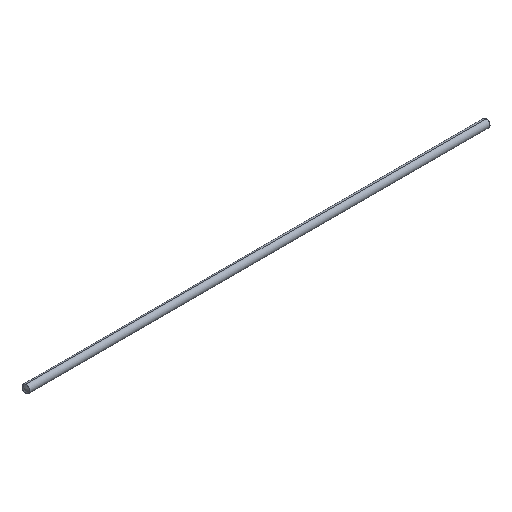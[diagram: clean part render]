
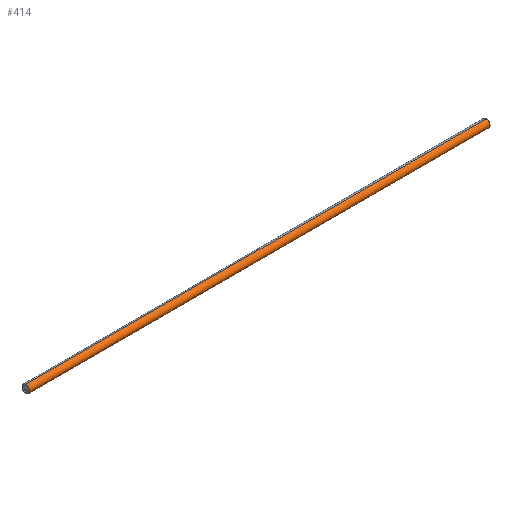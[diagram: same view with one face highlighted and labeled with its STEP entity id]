
A CAD part, isometric view. The second image highlights one B-rep face of the part: STEP entity #414.
In plain terms, the highlighted cylindrical face has radius 1.75 mm (diameter 3.5 mm), a partial arc.
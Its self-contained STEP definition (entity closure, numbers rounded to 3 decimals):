
#8 = ORIENTED_EDGE ( 'NONE', *, *, #493, .F. ) ;
#9 = EDGE_CURVE ( 'NONE', #71, #215, #527, .T. ) ;
#19 = CARTESIAN_POINT ( 'NONE',  ( 104., 0., 1.75 ) ) ;
#24 = CARTESIAN_POINT ( 'NONE',  ( -104., -0.877, 1.519 ) ) ;
#26 = CARTESIAN_POINT ( 'NONE',  ( 104., -0.114, -1.75 ) ) ;
#39 = CARTESIAN_POINT ( 'NONE',  ( 104., -1.319, -1.155 ) ) ;
#59 = DIRECTION ( 'NONE',  ( 0., 0., 1. ) ) ;
#65 = CARTESIAN_POINT ( 'NONE',  ( 104., 0., 1.75 ) ) ;
#71 = VERTEX_POINT ( 'NONE', #475 ) ;
#74 = DIRECTION ( 'NONE',  ( -1., 0., 0. ) ) ;
#75 = CARTESIAN_POINT ( 'NONE',  ( -104., -1.75, -0.114 ) ) ;
#80 = CARTESIAN_POINT ( 'NONE',  ( -104., -0.776, 1.573 ) ) ;
#88 = CARTESIAN_POINT ( 'NONE',  ( -104., -1.319, -1.155 ) ) ;
#89 = CARTESIAN_POINT ( 'NONE',  ( 104., -1.399, 1.076 ) ) ;
#91 = CARTESIAN_POINT ( 'NONE',  ( -104., -0.776, -1.573 ) ) ;
#94 = LINE ( 'NONE', #200, #167 ) ;
#106 = CARTESIAN_POINT ( 'NONE',  ( 104., 0., -1.75 ) ) ;
#111 = EDGE_CURVE ( 'NONE', #71, #426, #619, .T. ) ;
#127 = CARTESIAN_POINT ( 'NONE',  ( -104., -0.229, 1.739 ) ) ;
#136 = CARTESIAN_POINT ( 'NONE',  ( -104., -1.392, -1.067 ) ) ;
#137 = CARTESIAN_POINT ( 'NONE',  ( 104., 0., -1.75 ) ) ;
#140 = CARTESIAN_POINT ( 'NONE',  ( 104., -1.392, -1.067 ) ) ;
#155 = ORIENTED_EDGE ( 'NONE', *, *, #294, .T. ) ;
#167 = VECTOR ( 'NONE', #450, 1000. ) ;
#179 = CARTESIAN_POINT ( 'NONE',  ( -104., -1.067, -1.391 ) ) ;
#185 = CARTESIAN_POINT ( 'NONE',  ( 104., -0.116, 1.75 ) ) ;
#187 = CARTESIAN_POINT ( 'NONE',  ( -104., -1.156, -1.319 ) ) ;
#189 = CARTESIAN_POINT ( 'NONE',  ( 104., -0.454, -1.694 ) ) ;
#193 = CARTESIAN_POINT ( 'NONE',  ( 104., -1.573, -0.775 ) ) ;
#200 = CARTESIAN_POINT ( 'NONE',  ( 104., 0., -1.75 ) ) ;
#204 = DIRECTION ( 'NONE',  ( -1., 0., 0. ) ) ;
#215 = VERTEX_POINT ( 'NONE', #299 ) ;
#225 = CARTESIAN_POINT ( 'NONE',  ( -104., -1.661, -0.563 ) ) ;
#230 = CARTESIAN_POINT ( 'NONE',  ( 104., -1.739, -0.229 ) ) ;
#234 = CARTESIAN_POINT ( 'NONE',  ( 104., -0.229, 1.739 ) ) ;
#237 = CARTESIAN_POINT ( 'NONE',  ( 104., -1.75, 0.229 ) ) ;
#238 = CARTESIAN_POINT ( 'NONE',  ( -104., 0., -1.75 ) ) ;
#239 = CARTESIAN_POINT ( 'NONE',  ( -104., -0.878, -1.518 ) ) ;
#270 = ORIENTED_EDGE ( 'NONE', *, *, #111, .F. ) ;
#278 = CARTESIAN_POINT ( 'NONE',  ( -104., -1.399, 1.076 ) ) ;
#282 = CARTESIAN_POINT ( 'NONE',  ( -104., -0.454, -1.694 ) ) ;
#289 = CARTESIAN_POINT ( 'NONE',  ( -104., -1.704, 0.459 ) ) ;
#290 = CARTESIAN_POINT ( 'NONE',  ( 104., -1.75, -0.114 ) ) ;
#294 = EDGE_CURVE ( 'NONE', #215, #586, #651, .T. ) ;
#299 = CARTESIAN_POINT ( 'NONE',  ( -104., 0., 1.75 ) ) ;
#317 = EDGE_LOOP ( 'NONE', ( #8, #270, #634, #155 ) ) ;
#325 = CARTESIAN_POINT ( 'NONE',  ( -104., 0., 1.75 ) ) ;
#329 = CARTESIAN_POINT ( 'NONE',  ( -104., -0.453, 1.694 ) ) ;
#336 = CARTESIAN_POINT ( 'NONE',  ( 104., -1.704, 0.459 ) ) ;
#338 = CARTESIAN_POINT ( 'NONE',  ( -104., -1.529, 0.88 ) ) ;
#341 = CARTESIAN_POINT ( 'NONE',  ( -104., 0., -1.75 ) ) ;
#343 = CARTESIAN_POINT ( 'NONE',  ( 104., -1.518, -0.877 ) ) ;
#376 = CARTESIAN_POINT ( 'NONE',  ( -104., -1.157, 1.318 ) ) ;
#383 = CARTESIAN_POINT ( 'NONE',  ( -104., -0.564, -1.661 ) ) ;
#387 = CARTESIAN_POINT ( 'NONE',  ( -104., -1.067, 1.392 ) ) ;
#388 = CARTESIAN_POINT ( 'NONE',  ( 104., -0.877, 1.519 ) ) ;
#390 = CARTESIAN_POINT ( 'NONE',  ( -104., -0.23, -1.739 ) ) ;
#395 = CARTESIAN_POINT ( 'NONE',  ( 104., -1.156, -1.319 ) ) ;
#414 = ADVANCED_FACE ( 'NONE', ( #509 ), #613, .T. ) ;
#426 = VERTEX_POINT ( 'NONE', #106 ) ;
#431 = CARTESIAN_POINT ( 'NONE',  ( -104., -1.518, -0.877 ) ) ;
#436 = CARTESIAN_POINT ( 'NONE',  ( -104., -1.739, -0.229 ) ) ;
#441 = CARTESIAN_POINT ( 'NONE',  ( 104., -1.067, 1.392 ) ) ;
#445 = CARTESIAN_POINT ( 'NONE',  ( 104., -0.453, 1.694 ) ) ;
#450 = DIRECTION ( 'NONE',  ( -1., 0., 0. ) ) ;
#475 = CARTESIAN_POINT ( 'NONE',  ( 104., 0., 1.75 ) ) ;
#479 = CARTESIAN_POINT ( 'NONE',  ( -104., -0.116, 1.75 ) ) ;
#488 = CARTESIAN_POINT ( 'NONE',  ( -104., -1.75, 0.229 ) ) ;
#490 = CARTESIAN_POINT ( 'NONE',  ( 104., -1.529, 0.88 ) ) ;
#493 = EDGE_CURVE ( 'NONE', #426, #586, #94, .T. ) ;
#494 = CARTESIAN_POINT ( 'NONE',  ( -104., -1.573, -0.775 ) ) ;
#505 = AXIS2_PLACEMENT_3D ( 'NONE', #658, #204, #59 ) ;
#509 = FACE_OUTER_BOUND ( 'NONE', #317, .T. ) ;
#527 = LINE ( 'NONE', #65, #657 ) ;
#545 = CARTESIAN_POINT ( 'NONE',  ( 104., -1.661, -0.563 ) ) ;
#546 = CARTESIAN_POINT ( 'NONE',  ( -104., -0.564, 1.661 ) ) ;
#547 = CARTESIAN_POINT ( 'NONE',  ( 104., -0.564, 1.661 ) ) ;
#549 = CARTESIAN_POINT ( 'NONE',  ( 104., -0.564, -1.661 ) ) ;
#586 = VERTEX_POINT ( 'NONE', #238 ) ;
#589 = CARTESIAN_POINT ( 'NONE',  ( 104., -0.23, -1.739 ) ) ;
#597 = CARTESIAN_POINT ( 'NONE',  ( -104., -1.694, -0.454 ) ) ;
#598 = CARTESIAN_POINT ( 'NONE',  ( 104., -1.694, -0.454 ) ) ;
#599 = CARTESIAN_POINT ( 'NONE',  ( -104., -0.114, -1.75 ) ) ;
#600 = CARTESIAN_POINT ( 'NONE',  ( 104., -1.067, -1.391 ) ) ;
#603 = CARTESIAN_POINT ( 'NONE',  ( 104., -0.776, -1.573 ) ) ;
#613 = CYLINDRICAL_SURFACE ( 'NONE', #505, 1.75 ) ;
#619 = B_SPLINE_CURVE_WITH_KNOTS ( 'NONE', 3,
 ( #19, #185, #234, #445, #547, #654, #388, #441, #650, #89, #490, #336, #237, #290, #230, #598, #545, #193, #343, #140, #39, #395, #600, #646, #603, #549, #189, #589, #26, #137 ),
 .UNSPECIFIED., .F., .F.,
 ( 4, 2, 2, 2, 2, 2, 2, 2, 2, 2, 2, 2, 2, 2, 4 ),
 ( 0., 0., 0.001, 0.001, 0.001, 0.002, 0.003, 0.003, 0.003, 0.004, 0.004, 0.004, 0.005, 0.005, 0.005 ),
 .UNSPECIFIED. ) ;
#634 = ORIENTED_EDGE ( 'NONE', *, *, #9, .T. ) ;
#646 = CARTESIAN_POINT ( 'NONE',  ( 104., -0.878, -1.518 ) ) ;
#650 = CARTESIAN_POINT ( 'NONE',  ( 104., -1.157, 1.318 ) ) ;
#651 = B_SPLINE_CURVE_WITH_KNOTS ( 'NONE', 3,
 ( #325, #479, #127, #329, #546, #80, #24, #387, #376, #278, #338, #289, #488, #75, #436, #597, #225, #494, #431, #136, #88, #187, #179, #239, #91, #383, #282, #390, #599, #341 ),
 .UNSPECIFIED., .F., .F.,
 ( 4, 2, 2, 2, 2, 2, 2, 2, 2, 2, 2, 2, 2, 2, 4 ),
 ( 0., 0., 0.001, 0.001, 0.001, 0.002, 0.003, 0.003, 0.003, 0.004, 0.004, 0.004, 0.005, 0.005, 0.005 ),
 .UNSPECIFIED. ) ;
#654 = CARTESIAN_POINT ( 'NONE',  ( 104., -0.776, 1.573 ) ) ;
#657 = VECTOR ( 'NONE', #74, 1000. ) ;
#658 = CARTESIAN_POINT ( 'NONE',  ( 104., 0., 0. ) ) ;
